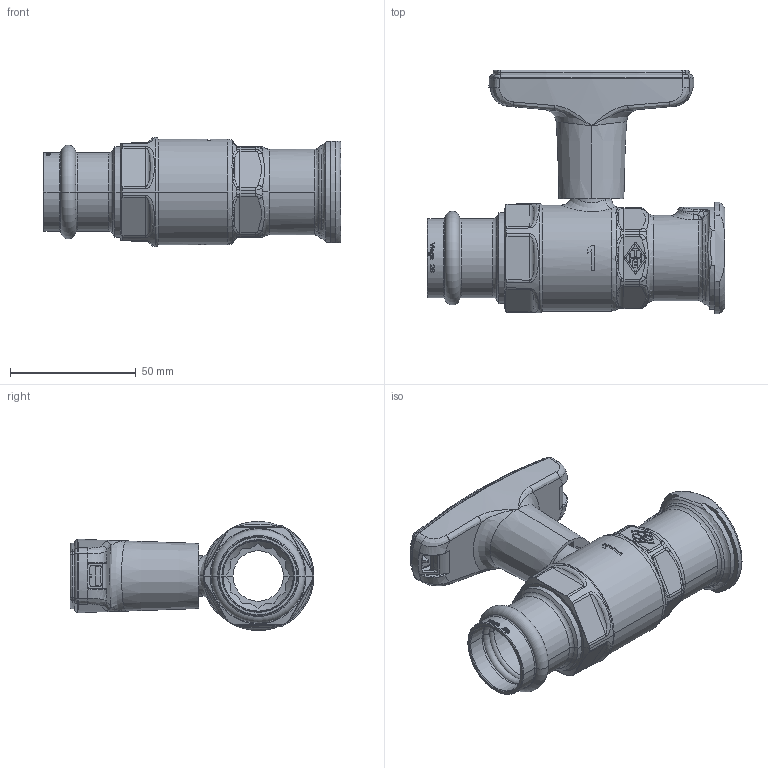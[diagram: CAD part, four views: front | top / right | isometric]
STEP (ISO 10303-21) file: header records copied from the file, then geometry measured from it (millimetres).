
FILE_DESCRIPTION((''),'2;1');
FILE_NAME('0622-28-000_SW0001','2014-05-23T',('marann'),(''),'PRO/ENGINEER BY PARAMETRIC TECHNOLOGY CORPORATION, 2011490','PRO/ENGINEER BY PARAMETRIC TECHNOLOGY CORPORATION, 2011490','');
FILE_SCHEMA(('CONFIG_CONTROL_DESIGN'));
Length unit declared in the file: millimetre
Products named in the file (1): 0622-28-000_SW0001
Bounding box: 118.2 x 96.8 x 43.33 mm (x, y, z)
Volume: 80725.4 mm3; surface area: 59507.1 mm2
Topology: 2 solids, 5 shells, 2172 faces, 5834 edges, 3752 vertices
Faces by surface type: plane 1420, cylinder 328, bspline 209, torus 103, cone 92, sphere 10, extrusion 10
Entity records: 79184 total; most frequent: CARTESIAN_POINT 26959, ORIENTED_EDGE 11666, DIRECTION 9720, EDGE_CURVE 5833, VERTEX_POINT 3752, VECTOR 3588, LINE 3578, AXIS2_PLACEMENT_3D 3066
